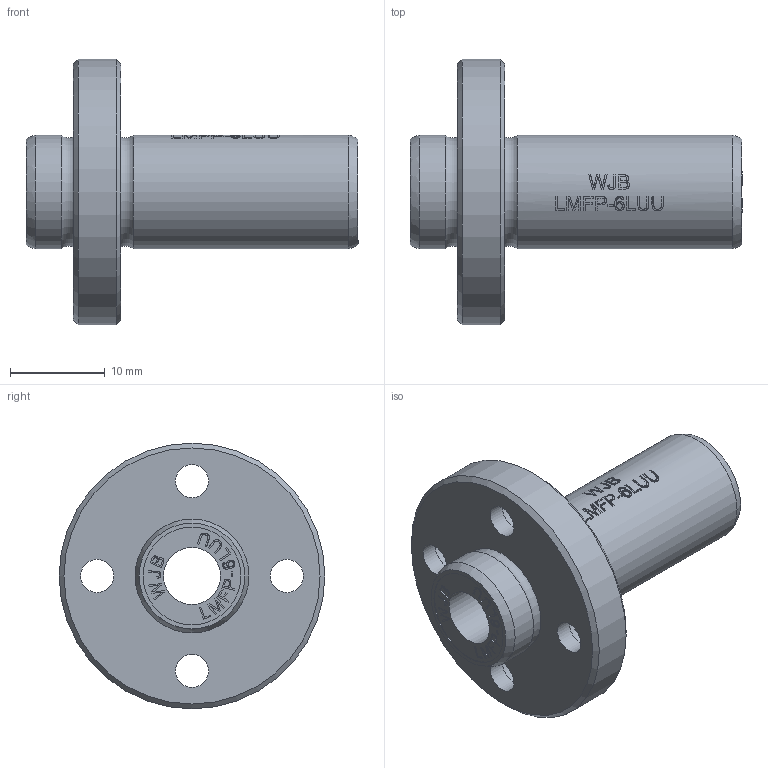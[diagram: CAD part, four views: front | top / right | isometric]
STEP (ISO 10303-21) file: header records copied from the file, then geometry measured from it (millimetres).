
FILE_DESCRIPTION(/* description */ (''),/* implementation_level */ '2;1');
FILE_NAME(/* name */ 'WJB-LMFP-6LUU-2.stp',/* time_stamp */ '2019-01-26T19:26:55+08:00',/* author */ (''),/* organization */ (''),/* preprocessor_version */ 'ST-DEVELOPER v11',/* originating_system */ 'SIEMENS UGS NX 6.0',/* authorisation */ '');
FILE_SCHEMA (('AUTOMOTIVE_DESIGN { 1 0 10303 214 1 1 1 1 }'));
Length unit declared in the file: millimetre
Products named in the file (1): ROCK97E1xq46
Bounding box: 35 x 28 x 28 mm (x, y, z)
Volume: 4981.6 mm3; surface area: 3613.4 mm2
Topology: 1 solids, 1 shells, 357 faces, 898 edges, 599 vertices
Faces by surface type: plane 225, extrusion 96, cylinder 30, cone 2, bspline 2, torus 2
Full cylindrical faces by diameter (mm): 3.5 x4, 6 x5, 10.3 x2, 12 x2, 28 x1
Entity records: 13570 total; most frequent: CARTESIAN_POINT 5590, ORIENTED_EDGE 1742, DIRECTION 1269, EDGE_CURVE 871, VERTEX_POINT 592, VECTOR 557, LINE 461, EDGE_LOOP 443
